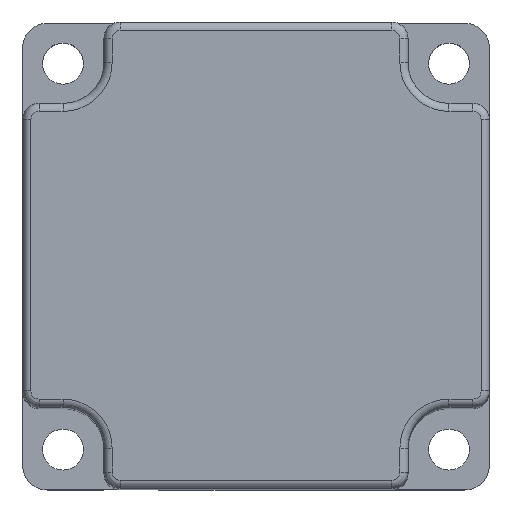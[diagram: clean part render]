
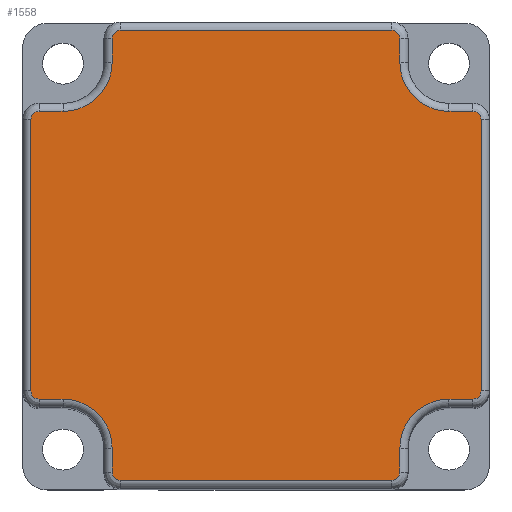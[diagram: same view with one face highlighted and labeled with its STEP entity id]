
A CAD part, top view. The second image highlights one B-rep face of the part: STEP entity #1558.
In plain terms, the highlighted planar face has unit normal (0, 0, 1).
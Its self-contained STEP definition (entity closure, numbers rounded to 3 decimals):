
#34=PLANE('',#1714);
#73=LINE('',#2339,#201);
#76=LINE('',#2354,#204);
#78=LINE('',#2374,#206);
#80=LINE('',#2394,#208);
#82=LINE('',#2406,#210);
#84=LINE('',#2426,#212);
#86=LINE('',#2446,#214);
#88=LINE('',#2458,#216);
#90=LINE('',#2478,#218);
#92=LINE('',#2498,#220);
#94=LINE('',#2510,#222);
#96=LINE('',#2530,#224);
#201=VECTOR('',#1827,10.);
#204=VECTOR('',#1844,10.);
#206=VECTOR('',#1856,10.);
#208=VECTOR('',#1868,10.);
#210=VECTOR('',#1882,10.);
#212=VECTOR('',#1894,10.);
#214=VECTOR('',#1906,10.);
#216=VECTOR('',#1920,10.);
#218=VECTOR('',#1932,10.);
#220=VECTOR('',#1944,10.);
#222=VECTOR('',#1958,10.);
#224=VECTOR('',#1970,10.);
#408=FACE_OUTER_BOUND('',#501,.T.);
#501=EDGE_LOOP('',(#1212,#1213,#1214,#1215,#1216,#1217,#1218,#1219,#1220,
#1221,#1222,#1223,#1224,#1225,#1226,#1227,#1228,#1229,#1230,#1231,#1232,
#1233,#1234,#1235));
#580=CIRCLE('',#1638,6.);
#584=CIRCLE('',#1643,1.);
#588=CIRCLE('',#1648,1.);
#592=CIRCLE('',#1654,6.);
#596=CIRCLE('',#1659,1.);
#600=CIRCLE('',#1664,1.);
#604=CIRCLE('',#1670,6.);
#608=CIRCLE('',#1675,1.);
#612=CIRCLE('',#1680,1.);
#616=CIRCLE('',#1686,6.);
#620=CIRCLE('',#1691,1.);
#622=CIRCLE('',#1694,1.);
#678=VERTEX_POINT('',#2336);
#679=VERTEX_POINT('',#2338);
#681=VERTEX_POINT('',#2344);
#683=VERTEX_POINT('',#2350);
#685=VERTEX_POINT('',#2364);
#687=VERTEX_POINT('',#2370);
#689=VERTEX_POINT('',#2384);
#691=VERTEX_POINT('',#2390);
#693=VERTEX_POINT('',#2396);
#695=VERTEX_POINT('',#2402);
#697=VERTEX_POINT('',#2416);
#699=VERTEX_POINT('',#2422);
#701=VERTEX_POINT('',#2436);
#703=VERTEX_POINT('',#2442);
#705=VERTEX_POINT('',#2448);
#707=VERTEX_POINT('',#2454);
#709=VERTEX_POINT('',#2468);
#711=VERTEX_POINT('',#2474);
#713=VERTEX_POINT('',#2488);
#715=VERTEX_POINT('',#2494);
#717=VERTEX_POINT('',#2500);
#719=VERTEX_POINT('',#2506);
#721=VERTEX_POINT('',#2520);
#723=VERTEX_POINT('',#2526);
#823=EDGE_CURVE('',#678,#679,#73,.T.);
#828=EDGE_CURVE('',#679,#681,#580,.T.);
#831=EDGE_CURVE('',#681,#683,#76,.T.);
#834=EDGE_CURVE('',#683,#685,#584,.T.);
#837=EDGE_CURVE('',#685,#687,#78,.T.);
#840=EDGE_CURVE('',#687,#689,#588,.T.);
#843=EDGE_CURVE('',#689,#691,#80,.T.);
#846=EDGE_CURVE('',#691,#693,#592,.T.);
#849=EDGE_CURVE('',#693,#695,#82,.T.);
#852=EDGE_CURVE('',#695,#697,#596,.T.);
#855=EDGE_CURVE('',#697,#699,#84,.T.);
#858=EDGE_CURVE('',#699,#701,#600,.T.);
#861=EDGE_CURVE('',#701,#703,#86,.T.);
#864=EDGE_CURVE('',#703,#705,#604,.T.);
#867=EDGE_CURVE('',#705,#707,#88,.T.);
#870=EDGE_CURVE('',#707,#709,#608,.T.);
#873=EDGE_CURVE('',#709,#711,#90,.T.);
#876=EDGE_CURVE('',#711,#713,#612,.T.);
#879=EDGE_CURVE('',#713,#715,#92,.T.);
#882=EDGE_CURVE('',#715,#717,#616,.T.);
#885=EDGE_CURVE('',#717,#719,#94,.T.);
#888=EDGE_CURVE('',#719,#721,#620,.T.);
#891=EDGE_CURVE('',#721,#723,#96,.T.);
#892=EDGE_CURVE('',#723,#678,#622,.T.);
#1212=ORIENTED_EDGE('',*,*,#823,.F.);
#1213=ORIENTED_EDGE('',*,*,#892,.F.);
#1214=ORIENTED_EDGE('',*,*,#891,.F.);
#1215=ORIENTED_EDGE('',*,*,#888,.F.);
#1216=ORIENTED_EDGE('',*,*,#885,.F.);
#1217=ORIENTED_EDGE('',*,*,#882,.F.);
#1218=ORIENTED_EDGE('',*,*,#879,.F.);
#1219=ORIENTED_EDGE('',*,*,#876,.F.);
#1220=ORIENTED_EDGE('',*,*,#873,.F.);
#1221=ORIENTED_EDGE('',*,*,#870,.F.);
#1222=ORIENTED_EDGE('',*,*,#867,.F.);
#1223=ORIENTED_EDGE('',*,*,#864,.F.);
#1224=ORIENTED_EDGE('',*,*,#861,.F.);
#1225=ORIENTED_EDGE('',*,*,#858,.F.);
#1226=ORIENTED_EDGE('',*,*,#855,.F.);
#1227=ORIENTED_EDGE('',*,*,#852,.F.);
#1228=ORIENTED_EDGE('',*,*,#849,.F.);
#1229=ORIENTED_EDGE('',*,*,#846,.F.);
#1230=ORIENTED_EDGE('',*,*,#843,.F.);
#1231=ORIENTED_EDGE('',*,*,#840,.F.);
#1232=ORIENTED_EDGE('',*,*,#837,.F.);
#1233=ORIENTED_EDGE('',*,*,#834,.F.);
#1234=ORIENTED_EDGE('',*,*,#831,.F.);
#1235=ORIENTED_EDGE('',*,*,#828,.F.);
#1558=ADVANCED_FACE('',(#408),#34,.T.);
#1638=AXIS2_PLACEMENT_3D('',#2348,#1837,#1838);
#1643=AXIS2_PLACEMENT_3D('',#2368,#1849,#1850);
#1648=AXIS2_PLACEMENT_3D('',#2388,#1861,#1862);
#1654=AXIS2_PLACEMENT_3D('',#2400,#1875,#1876);
#1659=AXIS2_PLACEMENT_3D('',#2420,#1887,#1888);
#1664=AXIS2_PLACEMENT_3D('',#2440,#1899,#1900);
#1670=AXIS2_PLACEMENT_3D('',#2452,#1913,#1914);
#1675=AXIS2_PLACEMENT_3D('',#2472,#1925,#1926);
#1680=AXIS2_PLACEMENT_3D('',#2492,#1937,#1938);
#1686=AXIS2_PLACEMENT_3D('',#2504,#1951,#1952);
#1691=AXIS2_PLACEMENT_3D('',#2524,#1963,#1964);
#1694=AXIS2_PLACEMENT_3D('',#2540,#1971,#1972);
#1714=AXIS2_PLACEMENT_3D('',#2624,#2046,#2047);
#1827=DIRECTION('',(0.,1.,0.));
#1837=DIRECTION('center_axis',(0.,0.,1.));
#1838=DIRECTION('ref_axis',(0.707,0.707,0.));
#1844=DIRECTION('',(-1.,0.,0.));
#1849=DIRECTION('center_axis',(0.,0.,-1.));
#1850=DIRECTION('ref_axis',(-0.707,-0.707,0.));
#1856=DIRECTION('',(0.,1.,0.));
#1861=DIRECTION('center_axis',(0.,0.,-1.));
#1862=DIRECTION('ref_axis',(-0.707,0.707,0.));
#1868=DIRECTION('',(1.,0.,0.));
#1875=DIRECTION('center_axis',(0.,0.,1.));
#1876=DIRECTION('ref_axis',(0.707,-0.707,0.));
#1882=DIRECTION('',(0.,1.,0.));
#1887=DIRECTION('center_axis',(0.,0.,-1.));
#1888=DIRECTION('ref_axis',(-0.707,0.707,0.));
#1894=DIRECTION('',(1.,0.,0.));
#1899=DIRECTION('center_axis',(0.,0.,-1.));
#1900=DIRECTION('ref_axis',(0.707,0.707,0.));
#1906=DIRECTION('',(0.,-1.,0.));
#1913=DIRECTION('center_axis',(0.,0.,1.));
#1914=DIRECTION('ref_axis',(-0.707,-0.707,0.));
#1920=DIRECTION('',(1.,0.,0.));
#1925=DIRECTION('center_axis',(0.,0.,-1.));
#1926=DIRECTION('ref_axis',(0.707,0.707,0.));
#1932=DIRECTION('',(0.,-1.,0.));
#1937=DIRECTION('center_axis',(0.,0.,-1.));
#1938=DIRECTION('ref_axis',(0.707,-0.707,0.));
#1944=DIRECTION('',(-1.,0.,0.));
#1951=DIRECTION('center_axis',(0.,0.,1.));
#1952=DIRECTION('ref_axis',(-0.707,0.707,0.));
#1958=DIRECTION('',(0.,-1.,0.));
#1963=DIRECTION('center_axis',(0.,0.,-1.));
#1964=DIRECTION('ref_axis',(0.707,-0.707,0.));
#1970=DIRECTION('',(-1.,0.,0.));
#1971=DIRECTION('center_axis',(0.,0.,-1.));
#1972=DIRECTION('ref_axis',(-0.707,-0.707,0.));
#2046=DIRECTION('center_axis',(0.,0.,1.));
#2047=DIRECTION('ref_axis',(1.,0.,0.));
#2336=CARTESIAN_POINT('',(-17.57,-26.5,99.));
#2338=CARTESIAN_POINT('',(-17.57,-23.57,99.));
#2339=CARTESIAN_POINT('',(-17.57,-25.035,99.));
#2344=CARTESIAN_POINT('',(-23.57,-17.57,99.));
#2348=CARTESIAN_POINT('Origin',(-23.57,-23.57,99.));
#2350=CARTESIAN_POINT('',(-26.5,-17.57,99.));
#2354=CARTESIAN_POINT('',(3.5,-17.57,99.));
#2364=CARTESIAN_POINT('',(-27.5,-16.57,99.));
#2368=CARTESIAN_POINT('Origin',(-26.5,-16.57,99.));
#2370=CARTESIAN_POINT('',(-27.5,16.57,99.));
#2374=CARTESIAN_POINT('',(-27.5,-27.5,99.));
#2384=CARTESIAN_POINT('',(-26.5,17.57,99.));
#2388=CARTESIAN_POINT('Origin',(-26.5,16.57,99.));
#2390=CARTESIAN_POINT('',(-23.57,17.57,99.));
#2394=CARTESIAN_POINT('',(3.5,17.57,99.));
#2396=CARTESIAN_POINT('',(-17.57,23.57,99.));
#2400=CARTESIAN_POINT('Origin',(-23.57,23.57,99.));
#2402=CARTESIAN_POINT('',(-17.57,26.5,99.));
#2406=CARTESIAN_POINT('',(-17.57,-25.035,99.));
#2416=CARTESIAN_POINT('',(-16.57,27.5,99.));
#2420=CARTESIAN_POINT('Origin',(-16.57,26.5,99.));
#2422=CARTESIAN_POINT('',(16.57,27.5,99.));
#2426=CARTESIAN_POINT('',(-22.535,27.5,99.));
#2436=CARTESIAN_POINT('',(17.57,26.5,99.));
#2440=CARTESIAN_POINT('Origin',(16.57,26.5,99.));
#2442=CARTESIAN_POINT('',(17.57,23.57,99.));
#2446=CARTESIAN_POINT('',(17.57,-25.035,99.));
#2448=CARTESIAN_POINT('',(23.57,17.57,99.));
#2452=CARTESIAN_POINT('Origin',(23.57,23.57,99.));
#2454=CARTESIAN_POINT('',(26.5,17.57,99.));
#2458=CARTESIAN_POINT('',(3.5,17.57,99.));
#2468=CARTESIAN_POINT('',(27.5,16.57,99.));
#2472=CARTESIAN_POINT('Origin',(26.5,16.57,99.));
#2474=CARTESIAN_POINT('',(27.5,-16.57,99.));
#2478=CARTESIAN_POINT('',(27.5,-27.5,99.));
#2488=CARTESIAN_POINT('',(26.5,-17.57,99.));
#2492=CARTESIAN_POINT('Origin',(26.5,-16.57,99.));
#2494=CARTESIAN_POINT('',(23.57,-17.57,99.));
#2498=CARTESIAN_POINT('',(3.5,-17.57,99.));
#2500=CARTESIAN_POINT('',(17.57,-23.57,99.));
#2504=CARTESIAN_POINT('Origin',(23.57,-23.57,99.));
#2506=CARTESIAN_POINT('',(17.57,-26.5,99.));
#2510=CARTESIAN_POINT('',(17.57,-25.035,99.));
#2520=CARTESIAN_POINT('',(16.57,-27.5,99.));
#2524=CARTESIAN_POINT('Origin',(16.57,-26.5,99.));
#2526=CARTESIAN_POINT('',(-16.57,-27.5,99.));
#2530=CARTESIAN_POINT('',(-22.535,-27.5,99.));
#2540=CARTESIAN_POINT('Origin',(-16.57,-26.5,99.));
#2624=CARTESIAN_POINT('Origin',(-16.57,-26.5,99.));
